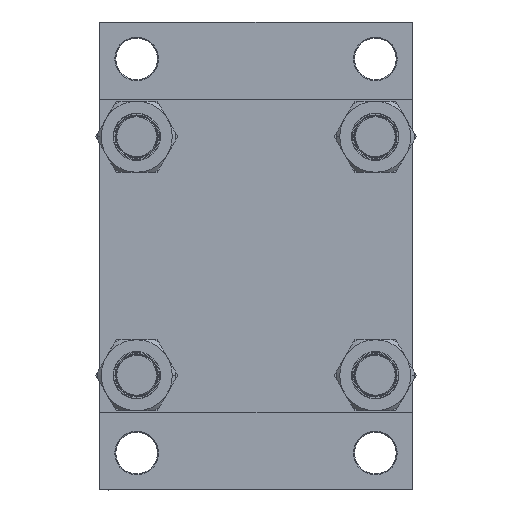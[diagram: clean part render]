
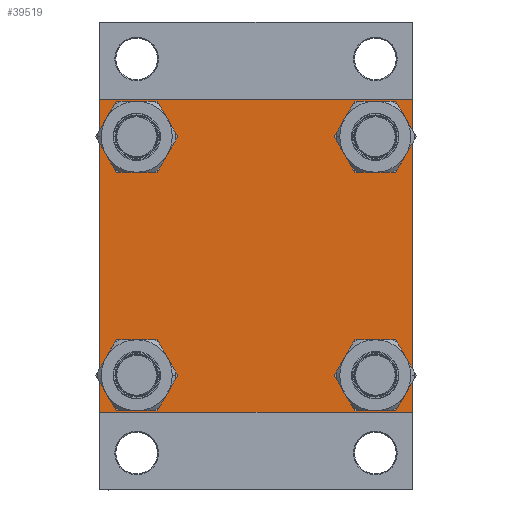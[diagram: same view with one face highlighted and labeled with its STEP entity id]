
A CAD part, left-side view. The second image highlights one B-rep face of the part: STEP entity #39519.
In plain terms, the highlighted planar face has unit normal (-1, 0, 0).
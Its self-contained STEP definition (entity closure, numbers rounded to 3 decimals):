
#179 = VECTOR ( 'NONE', #3229, 1000. ) ;
#792 = ORIENTED_EDGE ( 'NONE', *, *, #1180, .T. ) ;
#802 = DIRECTION ( 'NONE',  ( 0., 0., 1. ) ) ;
#1003 = DIRECTION ( 'NONE',  ( 0., -0.707, -0.707 ) ) ;
#1180 = EDGE_CURVE ( 'NONE', #28937, #42572, #3478, .T. ) ;
#1317 = ORIENTED_EDGE ( 'NONE', *, *, #13148, .T. ) ;
#1446 = CARTESIAN_POINT ( 'NONE',  ( 0., -62.95, -62.95 ) ) ;
#1951 = CARTESIAN_POINT ( 'NONE',  ( 0., 62.95, -74.45 ) ) ;
#2092 = CARTESIAN_POINT ( 'NONE',  ( 0., 82.5, 82.5 ) ) ;
#2271 = VERTEX_POINT ( 'NONE', #28734 ) ;
#2632 = CARTESIAN_POINT ( 'NONE',  ( 0., 62.95, 74.45 ) ) ;
#2813 = DIRECTION ( 'NONE',  ( 1., 0., 0. ) ) ;
#3229 = DIRECTION ( 'NONE',  ( 0., -0.707, 0.707 ) ) ;
#3478 = LINE ( 'NONE', #4204, #45207 ) ;
#3541 = VECTOR ( 'NONE', #27286, 1000. ) ;
#3825 = PLANE ( 'NONE',  #41855 ) ;
#3911 = CARTESIAN_POINT ( 'NONE',  ( 0., 62.95, 62.95 ) ) ;
#3966 = DIRECTION ( 'NONE',  ( 1., 0., 0. ) ) ;
#4062 = CARTESIAN_POINT ( 'NONE',  ( 0., 0., 0. ) ) ;
#4174 = VERTEX_POINT ( 'NONE', #40471 ) ;
#4204 = CARTESIAN_POINT ( 'NONE',  ( 0., -82.25, 82.25 ) ) ;
#4211 = CARTESIAN_POINT ( 'NONE',  ( 0., -62.95, -62.95 ) ) ;
#4621 = VERTEX_POINT ( 'NONE', #13491 ) ;
#4788 = AXIS2_PLACEMENT_3D ( 'NONE', #40483, #29502, #37063 ) ;
#4799 = CARTESIAN_POINT ( 'NONE',  ( 0., 82., -82.5 ) ) ;
#4828 = EDGE_CURVE ( 'NONE', #2271, #6202, #19823, .T. ) ;
#4853 = CIRCLE ( 'NONE', #35380, 11.5 ) ;
#5151 = ORIENTED_EDGE ( 'NONE', *, *, #8748, .F. ) ;
#5431 = EDGE_CURVE ( 'NONE', #26110, #26846, #23524, .T. ) ;
#6202 = VERTEX_POINT ( 'NONE', #4799 ) ;
#6906 = AXIS2_PLACEMENT_3D ( 'NONE', #36296, #2813, #17721 ) ;
#7907 = VECTOR ( 'NONE', #18608, 1000. ) ;
#8491 = DIRECTION ( 'NONE',  ( 0., 0., -1. ) ) ;
#8748 = EDGE_CURVE ( 'NONE', #18125, #42572, #17858, .T. ) ;
#8938 = ORIENTED_EDGE ( 'NONE', *, *, #43013, .F. ) ;
#9033 = CARTESIAN_POINT ( 'NONE',  ( 0., -82.5, -82. ) ) ;
#9068 = VERTEX_POINT ( 'NONE', #21619 ) ;
#9192 = LINE ( 'NONE', #2092, #36290 ) ;
#9367 = ORIENTED_EDGE ( 'NONE', *, *, #47750, .T. ) ;
#9670 = DIRECTION ( 'NONE',  ( 0., 0., 1. ) ) ;
#10102 = EDGE_CURVE ( 'NONE', #46483, #10590, #44284, .T. ) ;
#10490 = VERTEX_POINT ( 'NONE', #45195 ) ;
#10590 = VERTEX_POINT ( 'NONE', #9033 ) ;
#10624 = AXIS2_PLACEMENT_3D ( 'NONE', #37447, #41116, #40382 ) ;
#11196 = CIRCLE ( 'NONE', #22918, 11.5 ) ;
#12233 = CARTESIAN_POINT ( 'NONE',  ( 0., -82., 82.5 ) ) ;
#12707 = VERTEX_POINT ( 'NONE', #2632 ) ;
#13148 = EDGE_CURVE ( 'NONE', #4174, #42630, #11196, .T. ) ;
#13491 = CARTESIAN_POINT ( 'NONE',  ( 0., -62.95, 51.45 ) ) ;
#14676 = DIRECTION ( 'NONE',  ( 0., 0., 1. ) ) ;
#16046 = LINE ( 'NONE', #27529, #3541 ) ;
#16086 = CIRCLE ( 'NONE', #10624, 11.5 ) ;
#16994 = DIRECTION ( 'NONE',  ( 0., 0., -1. ) ) ;
#17721 = DIRECTION ( 'NONE',  ( 0., 0., 1. ) ) ;
#17858 = LINE ( 'NONE', #47428, #7907 ) ;
#17935 = ORIENTED_EDGE ( 'NONE', *, *, #4828, .T. ) ;
#18028 = VECTOR ( 'NONE', #1003, 1000. ) ;
#18125 = VERTEX_POINT ( 'NONE', #20626 ) ;
#18427 = EDGE_LOOP ( 'NONE', ( #37407, #17935, #20833, #42799, #8938, #792, #5151, #33283 ) ) ;
#18608 = DIRECTION ( 'NONE',  ( 0., -1., 0. ) ) ;
#18625 = EDGE_CURVE ( 'NONE', #9068, #12707, #47239, .T. ) ;
#19823 = LINE ( 'NONE', #46430, #18028 ) ;
#19969 = EDGE_CURVE ( 'NONE', #23820, #2271, #9192, .T. ) ;
#20141 = EDGE_LOOP ( 'NONE', ( #28093, #42597 ) ) ;
#20626 = CARTESIAN_POINT ( 'NONE',  ( 0., 82., 82.5 ) ) ;
#20833 = ORIENTED_EDGE ( 'NONE', *, *, #31112, .T. ) ;
#21619 = CARTESIAN_POINT ( 'NONE',  ( 0., 62.95, 51.45 ) ) ;
#22170 = FACE_BOUND ( 'NONE', #32248, .T. ) ;
#22359 = VECTOR ( 'NONE', #8491, 1000. ) ;
#22526 = CIRCLE ( 'NONE', #6906, 11.5 ) ;
#22918 = AXIS2_PLACEMENT_3D ( 'NONE', #4211, #3966, #802 ) ;
#23450 = DIRECTION ( 'NONE',  ( 1., 0., 0. ) ) ;
#23524 = CIRCLE ( 'NONE', #4788, 11.5 ) ;
#23820 = VERTEX_POINT ( 'NONE', #30396 ) ;
#25059 = DIRECTION ( 'NONE',  ( 0., -1., 0. ) ) ;
#25473 = AXIS2_PLACEMENT_3D ( 'NONE', #45353, #31442, #46322 ) ;
#25654 = DIRECTION ( 'NONE',  ( 1., 0., 0. ) ) ;
#26110 = VERTEX_POINT ( 'NONE', #1951 ) ;
#26192 = AXIS2_PLACEMENT_3D ( 'NONE', #3911, #25654, #14676 ) ;
#26846 = VERTEX_POINT ( 'NONE', #48219 ) ;
#27118 = DIRECTION ( 'NONE',  ( 0., 0., 1. ) ) ;
#27286 = DIRECTION ( 'NONE',  ( 0., 0.707, -0.707 ) ) ;
#27529 = CARTESIAN_POINT ( 'NONE',  ( 0., 82.25, 82.25 ) ) ;
#27636 = CIRCLE ( 'NONE', #33827, 11.5 ) ;
#27866 = CARTESIAN_POINT ( 'NONE',  ( 0., -62.95, -74.45 ) ) ;
#28061 = FACE_BOUND ( 'NONE', #20141, .T. ) ;
#28093 = ORIENTED_EDGE ( 'NONE', *, *, #33019, .T. ) ;
#28402 = EDGE_LOOP ( 'NONE', ( #9367, #38128 ) ) ;
#28712 = EDGE_CURVE ( 'NONE', #42630, #4174, #4853, .T. ) ;
#28734 = CARTESIAN_POINT ( 'NONE',  ( 0., 82.5, -82. ) ) ;
#28937 = VERTEX_POINT ( 'NONE', #40503 ) ;
#29502 = DIRECTION ( 'NONE',  ( 1., 0., 0. ) ) ;
#30396 = CARTESIAN_POINT ( 'NONE',  ( 0., 82.5, 82. ) ) ;
#31112 = EDGE_CURVE ( 'NONE', #6202, #46483, #39515, .T. ) ;
#31442 = DIRECTION ( 'NONE',  ( 1., 0., 0. ) ) ;
#31477 = LINE ( 'NONE', #41978, #22359 ) ;
#32248 = EDGE_LOOP ( 'NONE', ( #34233, #37480 ) ) ;
#32379 = CARTESIAN_POINT ( 'NONE',  ( 0., -62.95, 62.95 ) ) ;
#32524 = EDGE_LOOP ( 'NONE', ( #1317, #43746 ) ) ;
#32642 = CARTESIAN_POINT ( 'NONE',  ( 0., 82.5, -82.5 ) ) ;
#32987 = VECTOR ( 'NONE', #25059, 1000. ) ;
#33019 = EDGE_CURVE ( 'NONE', #10490, #4621, #27636, .T. ) ;
#33283 = ORIENTED_EDGE ( 'NONE', *, *, #37470, .T. ) ;
#33300 = DIRECTION ( 'NONE',  ( 0., 0.707, 0.707 ) ) ;
#33827 = AXIS2_PLACEMENT_3D ( 'NONE', #32379, #47503, #9670 ) ;
#34233 = ORIENTED_EDGE ( 'NONE', *, *, #39772, .T. ) ;
#35380 = AXIS2_PLACEMENT_3D ( 'NONE', #1446, #23450, #27118 ) ;
#36290 = VECTOR ( 'NONE', #16994, 1000. ) ;
#36296 = CARTESIAN_POINT ( 'NONE',  ( 0., 62.95, -62.95 ) ) ;
#37063 = DIRECTION ( 'NONE',  ( 0., 0., 1. ) ) ;
#37066 = DIRECTION ( 'NONE',  ( 0., 0., 1. ) ) ;
#37407 = ORIENTED_EDGE ( 'NONE', *, *, #19969, .T. ) ;
#37447 = CARTESIAN_POINT ( 'NONE',  ( 0., -62.95, 62.95 ) ) ;
#37470 = EDGE_CURVE ( 'NONE', #18125, #23820, #16046, .T. ) ;
#37480 = ORIENTED_EDGE ( 'NONE', *, *, #18625, .T. ) ;
#37786 = DIRECTION ( 'NONE',  ( -1., 0., 0. ) ) ;
#38128 = ORIENTED_EDGE ( 'NONE', *, *, #5431, .T. ) ;
#38663 = EDGE_CURVE ( 'NONE', #4621, #10490, #16086, .T. ) ;
#38769 = CIRCLE ( 'NONE', #25473, 11.5 ) ;
#39515 = LINE ( 'NONE', #32642, #32987 ) ;
#39519 = ADVANCED_FACE ( 'NONE', ( #28061, #42947, #44628, #22170, #41214 ), #3825, .T. ) ;
#39772 = EDGE_CURVE ( 'NONE', #12707, #9068, #38769, .T. ) ;
#40382 = DIRECTION ( 'NONE',  ( 0., 0., 1. ) ) ;
#40471 = CARTESIAN_POINT ( 'NONE',  ( 0., -62.95, -51.45 ) ) ;
#40483 = CARTESIAN_POINT ( 'NONE',  ( 0., 62.95, -62.95 ) ) ;
#40503 = CARTESIAN_POINT ( 'NONE',  ( 0., -82.5, 82. ) ) ;
#41116 = DIRECTION ( 'NONE',  ( 1., 0., 0. ) ) ;
#41214 = FACE_OUTER_BOUND ( 'NONE', #18427, .T. ) ;
#41855 = AXIS2_PLACEMENT_3D ( 'NONE', #4062, #37786, #37066 ) ;
#41978 = CARTESIAN_POINT ( 'NONE',  ( 0., -82.5, 82.5 ) ) ;
#42572 = VERTEX_POINT ( 'NONE', #12233 ) ;
#42597 = ORIENTED_EDGE ( 'NONE', *, *, #38663, .T. ) ;
#42630 = VERTEX_POINT ( 'NONE', #27866 ) ;
#42799 = ORIENTED_EDGE ( 'NONE', *, *, #10102, .T. ) ;
#42947 = FACE_BOUND ( 'NONE', #32524, .T. ) ;
#43013 = EDGE_CURVE ( 'NONE', #28937, #10590, #31477, .T. ) ;
#43746 = ORIENTED_EDGE ( 'NONE', *, *, #28712, .T. ) ;
#44284 = LINE ( 'NONE', #47701, #179 ) ;
#44628 = FACE_BOUND ( 'NONE', #28402, .T. ) ;
#45179 = CARTESIAN_POINT ( 'NONE',  ( 0., -82., -82.5 ) ) ;
#45195 = CARTESIAN_POINT ( 'NONE',  ( 0., -62.95, 74.45 ) ) ;
#45207 = VECTOR ( 'NONE', #33300, 1000. ) ;
#45353 = CARTESIAN_POINT ( 'NONE',  ( 0., 62.95, 62.95 ) ) ;
#46322 = DIRECTION ( 'NONE',  ( 0., 0., 1. ) ) ;
#46430 = CARTESIAN_POINT ( 'NONE',  ( 0., 82.25, -82.25 ) ) ;
#46483 = VERTEX_POINT ( 'NONE', #45179 ) ;
#47239 = CIRCLE ( 'NONE', #26192, 11.5 ) ;
#47428 = CARTESIAN_POINT ( 'NONE',  ( 0., 82.5, 82.5 ) ) ;
#47503 = DIRECTION ( 'NONE',  ( 1., 0., 0. ) ) ;
#47701 = CARTESIAN_POINT ( 'NONE',  ( 0., -82.25, -82.25 ) ) ;
#47750 = EDGE_CURVE ( 'NONE', #26846, #26110, #22526, .T. ) ;
#48219 = CARTESIAN_POINT ( 'NONE',  ( 0., 62.95, -51.45 ) ) ;
